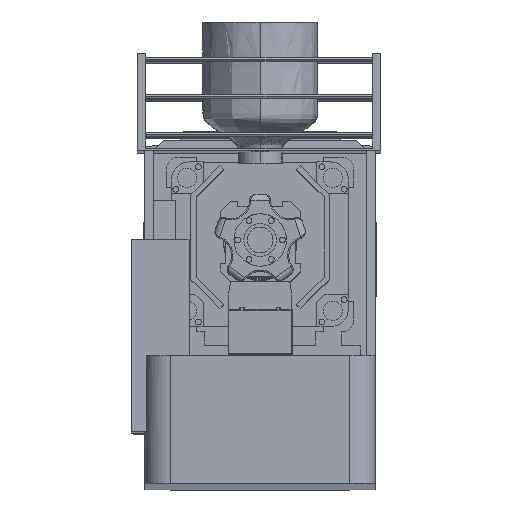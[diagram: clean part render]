
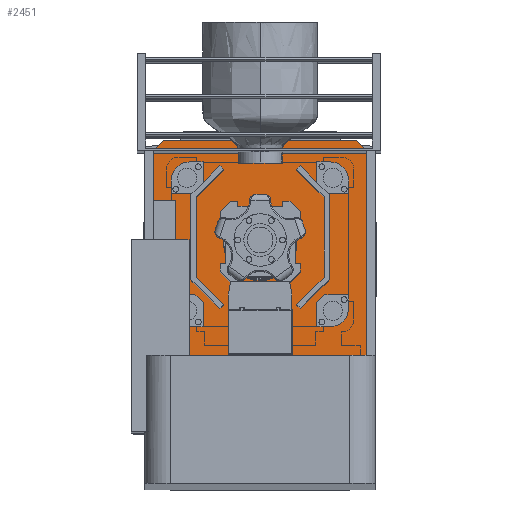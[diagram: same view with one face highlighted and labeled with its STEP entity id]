
A CAD part, left-side view. The second image highlights one B-rep face of the part: STEP entity #2451.
In plain terms, the highlighted face is planar.
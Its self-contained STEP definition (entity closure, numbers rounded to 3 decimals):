
#1828=CARTESIAN_POINT('Vertex',(-20.,-540.,2273.726)) ;
#1833=CARTESIAN_POINT('Line Origine',(-20.,-426.863,2386.863)) ;
#1837=CARTESIAN_POINT('Vertex',(-20.,-313.726,2500.)) ;
#1927=CARTESIAN_POINT('Line Origine',(-20.,-299.584,2485.858)) ;
#1931=CARTESIAN_POINT('Vertex',(-20.,-285.442,2471.716)) ;
#1955=CARTESIAN_POINT('Vertex',(-20.,-540.,1613.274)) ;
#1958=CARTESIAN_POINT('Line Origine',(-20.,-540.,1943.5)) ;
#1975=CARTESIAN_POINT('Line Origine',(-20.,-392.721,2364.437)) ;
#1979=CARTESIAN_POINT('Vertex',(-20.,-500.,2257.157)) ;
#1999=CARTESIAN_POINT('Line Origine',(-20.,-500.,1943.5)) ;
#2003=CARTESIAN_POINT('Vertex',(-20.,-500.,1629.843)) ;
#2023=CARTESIAN_POINT('Line Origine',(-20.,-392.721,1522.563)) ;
#2027=CARTESIAN_POINT('Vertex',(-20.,-285.442,1415.284)) ;
#2047=CARTESIAN_POINT('Line Origine',(-20.,-299.584,1401.142)) ;
#2051=CARTESIAN_POINT('Vertex',(-20.,-313.726,1387.)) ;
#2071=CARTESIAN_POINT('Line Origine',(-20.,-426.863,1500.137)) ;
#2092=CARTESIAN_POINT('Vertex',(-20.,540.,1613.274)) ;
#2097=CARTESIAN_POINT('Line Origine',(-20.,426.863,1500.137)) ;
#2101=CARTESIAN_POINT('Vertex',(-20.,313.726,1387.)) ;
#2132=CARTESIAN_POINT('Vertex',(-20.,540.,2273.726)) ;
#2137=CARTESIAN_POINT('Line Origine',(-20.,540.,1943.5)) ;
#2159=CARTESIAN_POINT('Line Origine',(-20.,299.584,1401.142)) ;
#2163=CARTESIAN_POINT('Vertex',(-20.,285.442,1415.284)) ;
#2238=CARTESIAN_POINT('Vertex',(-20.,313.726,2500.)) ;
#2241=CARTESIAN_POINT('Line Origine',(-20.,426.863,2386.863)) ;
#2258=CARTESIAN_POINT('Line Origine',(-20.,392.721,1522.563)) ;
#2262=CARTESIAN_POINT('Vertex',(-20.,500.,1629.843)) ;
#2282=CARTESIAN_POINT('Line Origine',(-20.,500.,1943.5)) ;
#2286=CARTESIAN_POINT('Vertex',(-20.,500.,2257.157)) ;
#2306=CARTESIAN_POINT('Line Origine',(-20.,392.721,2364.437)) ;
#2310=CARTESIAN_POINT('Vertex',(-20.,285.442,2471.716)) ;
#2330=CARTESIAN_POINT('Line Origine',(-20.,299.584,2485.858)) ;
#2342=CARTESIAN_POINT('Axis2P3D Location',(-20.,0.,0.)) ;
#2347=CARTESIAN_POINT('Line Origine',(-20.,-848.735,1051.265)) ;
#2351=CARTESIAN_POINT('Vertex',(-20.,-797.47,1000.)) ;
#2353=CARTESIAN_POINT('Vertex',(-20.,-900.,1102.53)) ;
#2356=CARTESIAN_POINT('Line Origine',(-20.,-900.,1826.312)) ;
#2360=CARTESIAN_POINT('Vertex',(-20.,-900.,2550.093)) ;
#2363=CARTESIAN_POINT('Line Origine',(-20.,-825.047,2625.047)) ;
#2367=CARTESIAN_POINT('Vertex',(-20.,-750.093,2700.)) ;
#2370=CARTESIAN_POINT('Line Origine',(-20.,0.707,2700.)) ;
#2374=CARTESIAN_POINT('Vertex',(-20.,751.508,2700.)) ;
#2377=CARTESIAN_POINT('Line Origine',(-20.,825.754,2625.754)) ;
#2381=CARTESIAN_POINT('Vertex',(-20.,900.,2551.508)) ;
#2384=CARTESIAN_POINT('Line Origine',(-20.,900.,1827.019)) ;
#2388=CARTESIAN_POINT('Vertex',(-20.,900.,1102.53)) ;
#2391=CARTESIAN_POINT('Line Origine',(-20.,848.735,1051.265)) ;
#2395=CARTESIAN_POINT('Vertex',(-20.,797.47,1000.)) ;
#2398=CARTESIAN_POINT('Line Origine',(-20.,0.,1000.)) ;
#2413=CARTESIAN_POINT('Axis2P3D Location',(-20.,-0.789,1890.5)) ;
#2417=CARTESIAN_POINT('Vertex',(-20.,199.211,1890.5)) ;
#2419=CARTESIAN_POINT('Vertex',(-20.,-200.789,1890.5)) ;
#2422=CARTESIAN_POINT('Axis2P3D Location',(-20.,-0.789,1890.5)) ;
#1834=DIRECTION('Vector Direction',(0.,-0.707,-0.707)) ;
#1928=DIRECTION('Vector Direction',(0.,-0.707,0.707)) ;
#1959=DIRECTION('Vector Direction',(0.,0.,-1.)) ;
#1976=DIRECTION('Vector Direction',(0.,-0.707,-0.707)) ;
#2000=DIRECTION('Vector Direction',(0.,0.,-1.)) ;
#2024=DIRECTION('Vector Direction',(0.,-0.707,0.707)) ;
#2048=DIRECTION('Vector Direction',(0.,-0.707,-0.707)) ;
#2072=DIRECTION('Vector Direction',(0.,-0.707,0.707)) ;
#2098=DIRECTION('Vector Direction',(0.,-0.707,-0.707)) ;
#2138=DIRECTION('Vector Direction',(0.,0.,1.)) ;
#2160=DIRECTION('Vector Direction',(0.,-0.707,0.707)) ;
#2242=DIRECTION('Vector Direction',(0.,-0.707,0.707)) ;
#2259=DIRECTION('Vector Direction',(0.,-0.707,-0.707)) ;
#2283=DIRECTION('Vector Direction',(0.,0.,1.)) ;
#2307=DIRECTION('Vector Direction',(0.,-0.707,0.707)) ;
#2331=DIRECTION('Vector Direction',(0.,-0.707,-0.707)) ;
#2343=DIRECTION('Axis2P3D Direction',(-1.,0.,0.)) ;
#2344=DIRECTION('Axis2P3D XDirection',(0.,-1.,0.)) ;
#2348=DIRECTION('Vector Direction',(0.,0.707,-0.707)) ;
#2357=DIRECTION('Vector Direction',(0.,0.,-1.)) ;
#2364=DIRECTION('Vector Direction',(0.,0.707,0.707)) ;
#2371=DIRECTION('Vector Direction',(0.,1.,0.)) ;
#2378=DIRECTION('Vector Direction',(0.,0.707,-0.707)) ;
#2385=DIRECTION('Vector Direction',(0.,0.,1.)) ;
#2392=DIRECTION('Vector Direction',(0.,0.707,0.707)) ;
#2399=DIRECTION('Vector Direction',(0.,-1.,0.)) ;
#2414=DIRECTION('Axis2P3D Direction',(-1.,0.,0.)) ;
#2423=DIRECTION('Axis2P3D Direction',(-1.,0.,0.)) ;
#2345=AXIS2_PLACEMENT_3D('Plane Axis2P3D',#2342,#2343,#2344) ;
#2415=AXIS2_PLACEMENT_3D('Circle Axis2P3D',#2413,#2414,$) ;
#2424=AXIS2_PLACEMENT_3D('Circle Axis2P3D',#2422,#2423,$) ;
#2404=ORIENTED_EDGE('',*,*,#2355,.T.) ;
#2405=ORIENTED_EDGE('',*,*,#2362,.T.) ;
#2406=ORIENTED_EDGE('',*,*,#2369,.T.) ;
#2407=ORIENTED_EDGE('',*,*,#2376,.T.) ;
#2408=ORIENTED_EDGE('',*,*,#2383,.T.) ;
#2409=ORIENTED_EDGE('',*,*,#2390,.T.) ;
#2410=ORIENTED_EDGE('',*,*,#2397,.T.) ;
#2411=ORIENTED_EDGE('',*,*,#2402,.T.) ;
#2428=ORIENTED_EDGE('',*,*,#2421,.F.) ;
#2429=ORIENTED_EDGE('',*,*,#2426,.F.) ;
#2432=ORIENTED_EDGE('',*,*,#2075,.F.) ;
#2433=ORIENTED_EDGE('',*,*,#2053,.F.) ;
#2434=ORIENTED_EDGE('',*,*,#2029,.F.) ;
#2435=ORIENTED_EDGE('',*,*,#2005,.F.) ;
#2436=ORIENTED_EDGE('',*,*,#1981,.F.) ;
#2437=ORIENTED_EDGE('',*,*,#1933,.F.) ;
#2438=ORIENTED_EDGE('',*,*,#1839,.F.) ;
#2439=ORIENTED_EDGE('',*,*,#1962,.F.) ;
#2442=ORIENTED_EDGE('',*,*,#2245,.F.) ;
#2443=ORIENTED_EDGE('',*,*,#2334,.F.) ;
#2444=ORIENTED_EDGE('',*,*,#2312,.F.) ;
#2445=ORIENTED_EDGE('',*,*,#2288,.F.) ;
#2446=ORIENTED_EDGE('',*,*,#2264,.F.) ;
#2447=ORIENTED_EDGE('',*,*,#2165,.F.) ;
#2448=ORIENTED_EDGE('',*,*,#2103,.F.) ;
#2449=ORIENTED_EDGE('',*,*,#2141,.F.) ;
#2430=FACE_BOUND('',#2427,.T.) ;
#2440=FACE_BOUND('',#2431,.T.) ;
#2450=FACE_BOUND('',#2441,.T.) ;
#1835=VECTOR('Line Direction',#1834,1.) ;
#1929=VECTOR('Line Direction',#1928,1.) ;
#1960=VECTOR('Line Direction',#1959,1.) ;
#1977=VECTOR('Line Direction',#1976,1.) ;
#2001=VECTOR('Line Direction',#2000,1.) ;
#2025=VECTOR('Line Direction',#2024,1.) ;
#2049=VECTOR('Line Direction',#2048,1.) ;
#2073=VECTOR('Line Direction',#2072,1.) ;
#2099=VECTOR('Line Direction',#2098,1.) ;
#2139=VECTOR('Line Direction',#2138,1.) ;
#2161=VECTOR('Line Direction',#2160,1.) ;
#2243=VECTOR('Line Direction',#2242,1.) ;
#2260=VECTOR('Line Direction',#2259,1.) ;
#2284=VECTOR('Line Direction',#2283,1.) ;
#2308=VECTOR('Line Direction',#2307,1.) ;
#2332=VECTOR('Line Direction',#2331,1.) ;
#2349=VECTOR('Line Direction',#2348,1.) ;
#2358=VECTOR('Line Direction',#2357,1.) ;
#2365=VECTOR('Line Direction',#2364,1.) ;
#2372=VECTOR('Line Direction',#2371,1.) ;
#2379=VECTOR('Line Direction',#2378,1.) ;
#2386=VECTOR('Line Direction',#2385,1.) ;
#2393=VECTOR('Line Direction',#2392,1.) ;
#2400=VECTOR('Line Direction',#2399,1.) ;
#2451=ADVANCED_FACE('Body.4',(#2412,#2430,#2440,#2450),#2346,.T.) ;
#2416=CIRCLE('generated circle',#2415,200.) ;
#2425=CIRCLE('generated circle',#2424,200.) ;
#1839=EDGE_CURVE('',#1829,#1838,#1836,.F.) ;
#1933=EDGE_CURVE('',#1838,#1932,#1930,.F.) ;
#1962=EDGE_CURVE('',#1956,#1829,#1961,.F.) ;
#1981=EDGE_CURVE('',#1932,#1980,#1978,.T.) ;
#2005=EDGE_CURVE('',#1980,#2004,#2002,.T.) ;
#2029=EDGE_CURVE('',#2004,#2028,#2026,.F.) ;
#2053=EDGE_CURVE('',#2028,#2052,#2050,.T.) ;
#2075=EDGE_CURVE('',#2052,#1956,#2074,.T.) ;
#2103=EDGE_CURVE('',#2093,#2102,#2100,.T.) ;
#2141=EDGE_CURVE('',#2133,#2093,#2140,.F.) ;
#2165=EDGE_CURVE('',#2102,#2164,#2162,.T.) ;
#2245=EDGE_CURVE('',#2239,#2133,#2244,.F.) ;
#2264=EDGE_CURVE('',#2164,#2263,#2261,.F.) ;
#2288=EDGE_CURVE('',#2263,#2287,#2285,.T.) ;
#2312=EDGE_CURVE('',#2287,#2311,#2309,.T.) ;
#2334=EDGE_CURVE('',#2311,#2239,#2333,.F.) ;
#2355=EDGE_CURVE('',#2352,#2354,#2350,.F.) ;
#2362=EDGE_CURVE('',#2354,#2361,#2359,.F.) ;
#2369=EDGE_CURVE('',#2361,#2368,#2366,.T.) ;
#2376=EDGE_CURVE('',#2368,#2375,#2373,.T.) ;
#2383=EDGE_CURVE('',#2375,#2382,#2380,.T.) ;
#2390=EDGE_CURVE('',#2382,#2389,#2387,.F.) ;
#2397=EDGE_CURVE('',#2389,#2396,#2394,.F.) ;
#2402=EDGE_CURVE('',#2396,#2352,#2401,.T.) ;
#2421=EDGE_CURVE('',#2418,#2420,#2416,.T.) ;
#2426=EDGE_CURVE('',#2420,#2418,#2425,.T.) ;
#2403=EDGE_LOOP('',(#2404,#2405,#2406,#2407,#2408,#2409,#2410,#2411)) ;
#2427=EDGE_LOOP('',(#2428,#2429)) ;
#2431=EDGE_LOOP('',(#2432,#2433,#2434,#2435,#2436,#2437,#2438,#2439)) ;
#2441=EDGE_LOOP('',(#2442,#2443,#2444,#2445,#2446,#2447,#2448,#2449)) ;
#2412=FACE_OUTER_BOUND('',#2403,.T.) ;
#1836=LINE('Line',#1833,#1835) ;
#1930=LINE('Line',#1927,#1929) ;
#1961=LINE('Line',#1958,#1960) ;
#1978=LINE('Line',#1975,#1977) ;
#2002=LINE('Line',#1999,#2001) ;
#2026=LINE('Line',#2023,#2025) ;
#2050=LINE('Line',#2047,#2049) ;
#2074=LINE('Line',#2071,#2073) ;
#2100=LINE('Line',#2097,#2099) ;
#2140=LINE('Line',#2137,#2139) ;
#2162=LINE('Line',#2159,#2161) ;
#2244=LINE('Line',#2241,#2243) ;
#2261=LINE('Line',#2258,#2260) ;
#2285=LINE('Line',#2282,#2284) ;
#2309=LINE('Line',#2306,#2308) ;
#2333=LINE('Line',#2330,#2332) ;
#2350=LINE('Line',#2347,#2349) ;
#2359=LINE('Line',#2356,#2358) ;
#2366=LINE('Line',#2363,#2365) ;
#2373=LINE('Line',#2370,#2372) ;
#2380=LINE('Line',#2377,#2379) ;
#2387=LINE('Line',#2384,#2386) ;
#2394=LINE('Line',#2391,#2393) ;
#2401=LINE('Line',#2398,#2400) ;
#2346=PLANE('',#2345) ;
#1829=VERTEX_POINT('',#1828) ;
#1838=VERTEX_POINT('',#1837) ;
#1932=VERTEX_POINT('',#1931) ;
#1956=VERTEX_POINT('',#1955) ;
#1980=VERTEX_POINT('',#1979) ;
#2004=VERTEX_POINT('',#2003) ;
#2028=VERTEX_POINT('',#2027) ;
#2052=VERTEX_POINT('',#2051) ;
#2093=VERTEX_POINT('',#2092) ;
#2102=VERTEX_POINT('',#2101) ;
#2133=VERTEX_POINT('',#2132) ;
#2164=VERTEX_POINT('',#2163) ;
#2239=VERTEX_POINT('',#2238) ;
#2263=VERTEX_POINT('',#2262) ;
#2287=VERTEX_POINT('',#2286) ;
#2311=VERTEX_POINT('',#2310) ;
#2352=VERTEX_POINT('',#2351) ;
#2354=VERTEX_POINT('',#2353) ;
#2361=VERTEX_POINT('',#2360) ;
#2368=VERTEX_POINT('',#2367) ;
#2375=VERTEX_POINT('',#2374) ;
#2382=VERTEX_POINT('',#2381) ;
#2389=VERTEX_POINT('',#2388) ;
#2396=VERTEX_POINT('',#2395) ;
#2418=VERTEX_POINT('',#2417) ;
#2420=VERTEX_POINT('',#2419) ;
